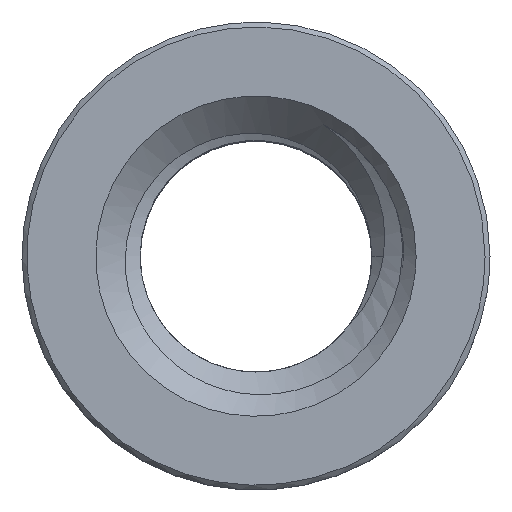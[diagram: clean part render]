
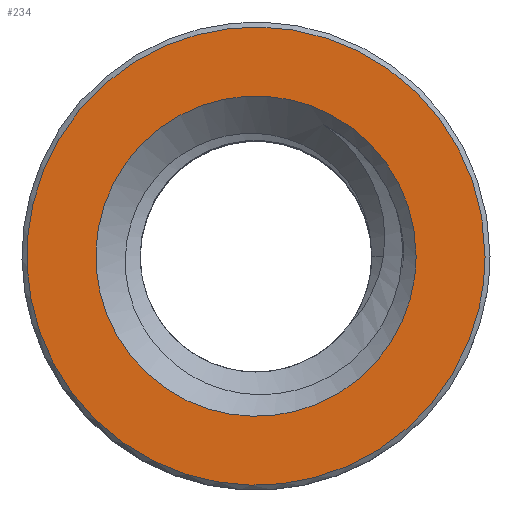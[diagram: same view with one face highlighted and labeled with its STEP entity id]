
A CAD part, top view. The second image highlights one B-rep face of the part: STEP entity #234.
In plain terms, the highlighted planar face has unit normal (0, 0, 1).
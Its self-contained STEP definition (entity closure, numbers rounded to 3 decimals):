
#27=FACE_BOUND('',#780,.T.);
#234=ADVANCED_FACE('',(#505,#27),#4440,.T.);
#505=FACE_OUTER_BOUND('',#779,.T.);
#779=EDGE_LOOP('',(#1959));
#780=EDGE_LOOP('',(#1960));
#1959=ORIENTED_EDGE('',*,*,#2890,.T.);
#1960=ORIENTED_EDGE('',*,*,#3098,.F.);
#2890=EDGE_CURVE('',#4267,#4267,#3793,.T.);
#3098=EDGE_CURVE('',#4376,#4376,#3901,.T.);
#3793=(
BOUNDED_CURVE()
B_SPLINE_CURVE(2,(#16753,#16754,#16755,#16756,#16757,#16758,#16759,#16760,
#16761),.UNSPECIFIED.,.T.,.F.)
B_SPLINE_CURVE_WITH_KNOTS((3,2,2,2,3),(0.,7.304,14.608,
21.912,29.216),.UNSPECIFIED.)
CURVE()
GEOMETRIC_REPRESENTATION_ITEM()
RATIONAL_B_SPLINE_CURVE((1.,0.707,1.,0.707,1.,0.707,
1.,0.707,1.))
REPRESENTATION_ITEM('')
);
#3901=(
BOUNDED_CURVE()
B_SPLINE_CURVE(2,(#18287,#18288,#18289,#18290,#18291,#18292,#18293,#18294,
#18295),.UNSPECIFIED.,.T.,.F.)
B_SPLINE_CURVE_WITH_KNOTS((3,2,2,2,3),(-62.832,-47.124,
-31.416,-15.708,0.),.UNSPECIFIED.)
CURVE()
GEOMETRIC_REPRESENTATION_ITEM()
RATIONAL_B_SPLINE_CURVE((1.,0.707,1.,0.707,1.,0.707,
1.,0.707,1.))
REPRESENTATION_ITEM('')
);
#4267=VERTEX_POINT('',#12586);
#4376=VERTEX_POINT('',#12695);
#4440=PLANE('',#4731);
#4731=AXIS2_PLACEMENT_3D('',#7607,#4786,$);
#4786=DIRECTION('',(0.,0.,1.));
#7607=CARTESIAN_POINT('',(-5.938,-5.938,14.05));
#12586=CARTESIAN_POINT('',(4.65,0.,14.05));
#12695=CARTESIAN_POINT('',(3.25,0.,14.05));
#16753=CARTESIAN_POINT('',(4.65,0.,14.05));
#16754=CARTESIAN_POINT('',(4.65,4.65,14.05));
#16755=CARTESIAN_POINT('',(0.,4.65,14.05));
#16756=CARTESIAN_POINT('',(-4.65,4.65,14.05));
#16757=CARTESIAN_POINT('',(-4.65,0.,14.05));
#16758=CARTESIAN_POINT('',(-4.65,-4.65,14.05));
#16759=CARTESIAN_POINT('',(0.,-4.65,14.05));
#16760=CARTESIAN_POINT('',(4.65,-4.65,14.05));
#16761=CARTESIAN_POINT('',(4.65,0.,14.05));
#18287=CARTESIAN_POINT('',(3.25,0.,14.05));
#18288=CARTESIAN_POINT('',(3.25,3.25,14.05));
#18289=CARTESIAN_POINT('',(0.,3.25,14.05));
#18290=CARTESIAN_POINT('',(-3.25,3.25,14.05));
#18291=CARTESIAN_POINT('',(-3.25,0.,14.05));
#18292=CARTESIAN_POINT('',(-3.25,-3.25,14.05));
#18293=CARTESIAN_POINT('',(0.,-3.25,14.05));
#18294=CARTESIAN_POINT('',(3.25,-3.25,14.05));
#18295=CARTESIAN_POINT('',(3.25,0.,14.05));
